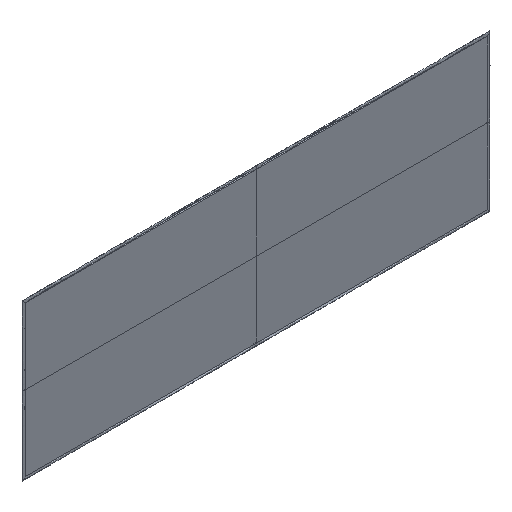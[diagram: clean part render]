
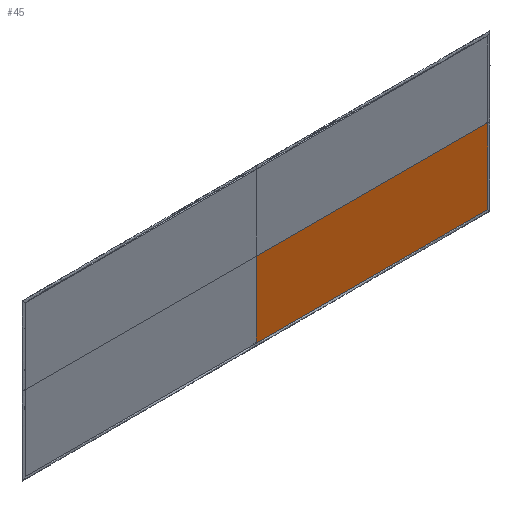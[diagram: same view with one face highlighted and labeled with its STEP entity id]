
A CAD part, isometric view. The second image highlights one B-rep face of the part: STEP entity #45.
In plain terms, the highlighted planar face has unit normal (0, -1, 0).
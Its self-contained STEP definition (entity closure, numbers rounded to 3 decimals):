
#11=PLANE($,#522);
#45=ADVANCED_FACE($,(#77),#11,.T.);
#77=FACE_OUTER_BOUND($,#109,.T.);
#109=EDGE_LOOP($,(#192,#193,#194,#195));
#192=ORIENTED_EDGE($,*,*,#293,.T.);
#193=ORIENTED_EDGE($,*,*,#288,.T.);
#194=ORIENTED_EDGE($,*,*,#284,.T.);
#195=ORIENTED_EDGE($,*,*,#290,.F.);
#284=EDGE_CURVE($,#332,#337,#402,.T.);
#288=EDGE_CURVE($,#334,#332,#406,.T.);
#290=EDGE_CURVE($,#336,#337,#408,.T.);
#293=EDGE_CURVE($,#336,#334,#411,.T.);
#332=VERTEX_POINT($,#4688);
#334=VERTEX_POINT($,#4690);
#336=VERTEX_POINT($,#4692);
#337=VERTEX_POINT($,#4693);
#402=B_SPLINE_CURVE_WITH_KNOTS($,1,(#4572,#4573),.UNSPECIFIED.,.F.,.F.,(2,
2),(4558.,4750.999),.UNSPECIFIED.);
#406=B_SPLINE_CURVE_WITH_KNOTS($,1,(#4582,#4583),.UNSPECIFIED.,.F.,.F.,(2,
2),(3964.999,4558.),.UNSPECIFIED.);
#408=B_SPLINE_CURVE_WITH_KNOTS($,3,(#4586,#4587,#4588,#4589),.UNSPECIFIED.,
.F.,.F.,(4,4),(0.,593.001),.UNSPECIFIED.);
#411=B_SPLINE_CURVE_WITH_KNOTS($,3,(#4598,#4599,#4600,#4601),.UNSPECIFIED.,
.F.,.F.,(4,4),(-192.999,0.),.UNSPECIFIED.);
#522=AXIS2_PLACEMENT_3D($,#4664,#537,$);
#537=DIRECTION($,(0.,-1.,0.));
#4572=CARTESIAN_POINT($,(911.897,-41.454,-222.394));
#4573=CARTESIAN_POINT($,(911.897,-41.454,-29.395));
#4582=CARTESIAN_POINT($,(318.896,-41.454,-222.394));
#4583=CARTESIAN_POINT($,(911.897,-41.454,-222.394));
#4586=CARTESIAN_POINT($,(318.896,-41.454,-29.395));
#4587=CARTESIAN_POINT($,(516.563,-41.454,-29.395));
#4588=CARTESIAN_POINT($,(714.23,-41.454,-29.395));
#4589=CARTESIAN_POINT($,(911.897,-41.454,-29.395));
#4598=CARTESIAN_POINT($,(318.896,-41.454,-29.395));
#4599=CARTESIAN_POINT($,(318.896,-41.454,-93.728));
#4600=CARTESIAN_POINT($,(318.896,-41.454,-158.061));
#4601=CARTESIAN_POINT($,(318.896,-41.454,-222.394));
#4664=CARTESIAN_POINT($,(911.897,-41.454,-29.395));
#4688=CARTESIAN_POINT($,(911.897,-41.454,-222.394));
#4690=CARTESIAN_POINT($,(318.896,-41.454,-222.394));
#4692=CARTESIAN_POINT($,(318.896,-41.454,-29.395));
#4693=CARTESIAN_POINT($,(911.897,-41.454,-29.395));
